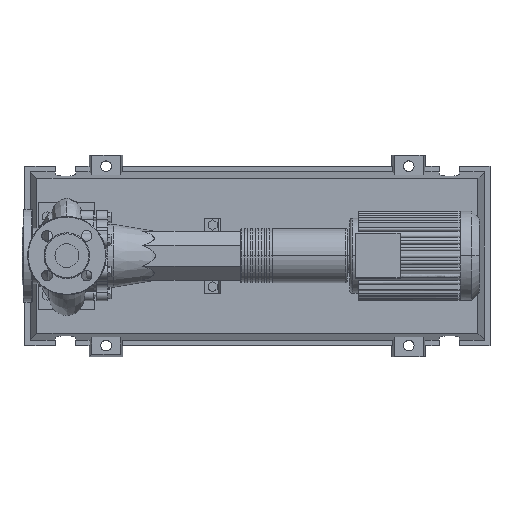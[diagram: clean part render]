
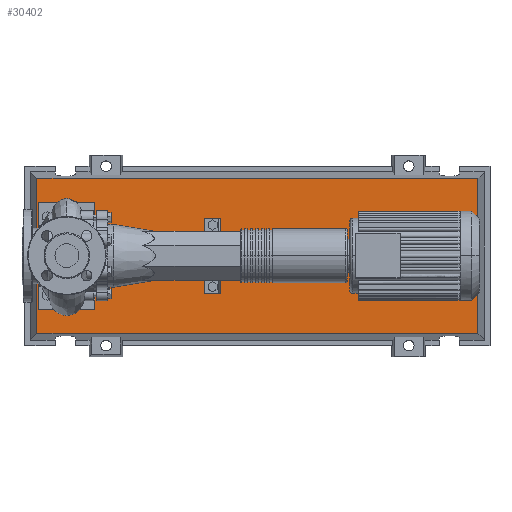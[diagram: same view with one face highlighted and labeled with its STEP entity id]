
A CAD part, top view. The second image highlights one B-rep face of the part: STEP entity #30402.
In plain terms, the highlighted planar face has unit normal (0, 0, 1).
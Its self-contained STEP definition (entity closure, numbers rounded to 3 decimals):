
#30083=CARTESIAN_POINT('',(733.292,-138.292,83.0));
#30084=VERTEX_POINT('',#30083);
#30091=CARTESIAN_POINT('',(-53.292,-138.292,83.0));
#30092=VERTEX_POINT('',#30091);
#30093=CARTESIAN_POINT('',(733.292,-138.292,83.0));
#30094=DIRECTION('',(-1.0,0.0,0.0));
#30095=VECTOR('',#30094,786.584);
#30096=LINE('',#30093,#30095);
#30097=EDGE_CURVE('',#30084,#30092,#30096,.T.);
#30315=CARTESIAN_POINT('',(733.292,138.292,83.0));
#30316=VERTEX_POINT('',#30315);
#30317=CARTESIAN_POINT('',(733.292,138.292,83.0));
#30318=DIRECTION('',(0.0,-1.0,0.0));
#30319=VECTOR('',#30318,276.584);
#30320=LINE('',#30317,#30319);
#30321=EDGE_CURVE('',#30316,#30084,#30320,.T.);
#30339=CARTESIAN_POINT('',(-53.292,138.292,83.0));
#30340=VERTEX_POINT('',#30339);
#30341=CARTESIAN_POINT('',(-53.292,-138.292,83.0));
#30342=DIRECTION('',(0.0,1.0,0.0));
#30343=VECTOR('',#30342,276.584);
#30344=LINE('',#30341,#30343);
#30345=EDGE_CURVE('',#30092,#30340,#30344,.T.);
#30378=CARTESIAN_POINT('',(-53.292,138.292,83.0));
#30379=DIRECTION('',(1.0,0.0,0.0));
#30380=VECTOR('',#30379,786.584);
#30381=LINE('',#30378,#30380);
#30382=EDGE_CURVE('',#30340,#30316,#30381,.T.);
#30391=CARTESIAN_POINT('',(340.,0.,83.0));
#30392=DIRECTION('',(0.0,0.0,1.0));
#30393=DIRECTION('',(1.0,0.0,0.0));
#30394=AXIS2_PLACEMENT_3D('',#30391,#30392,#30393);
#30395=PLANE('',#30394);
#30396=ORIENTED_EDGE('',*,*,#30321,.F.);
#30397=ORIENTED_EDGE('',*,*,#30382,.F.);
#30398=ORIENTED_EDGE('',*,*,#30345,.F.);
#30399=ORIENTED_EDGE('',*,*,#30097,.F.);
#30400=EDGE_LOOP('',(#30396,#30397,#30398,#30399));
#30401=FACE_OUTER_BOUND('',#30400,.T.);
#30402=ADVANCED_FACE('',(#30401),#30395,.T.);
